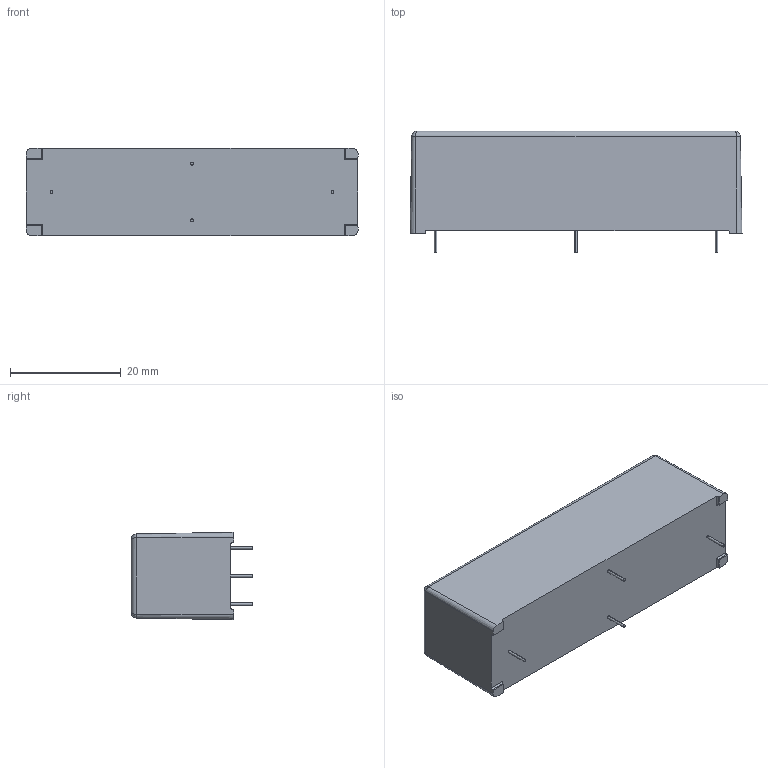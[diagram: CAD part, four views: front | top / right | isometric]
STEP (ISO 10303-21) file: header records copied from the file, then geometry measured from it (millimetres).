
FILE_DESCRIPTION (( 'STEP AP214' ), '1' );
FILE_NAME ('User Library-CYNERGY D HV SIL Relay.STEP', '2013-07-29T08:29:55', ( 'Windows User' ), ( '' ), 'SwSTEP 2.0', 'SolidWorks 2013', '' );
FILE_SCHEMA (( 'AUTOMOTIVE_DESIGN' ));
Length unit declared in the file: millimetre
Products named in the file (1): User Library-CYNERGY D HV SIL Relay
Bounding box: 60 x 22 x 15.8 mm (x, y, z)
Volume: 16585.2 mm3; surface area: 4503.5 mm2
Topology: 1 solids, 1 shells, 50 faces, 120 edges, 72 vertices
Faces by surface type: plane 22, cylinder 20, cone 4, bspline 4
Entity records: 3430 total; most frequent: CARTESIAN_POINT 2183, ORIENTED_EDGE 232, DIRECTION 206, EDGE_CURVE 116, VECTOR 72, LINE 72, VERTEX_POINT 72, AXIS2_PLACEMENT_3D 67
